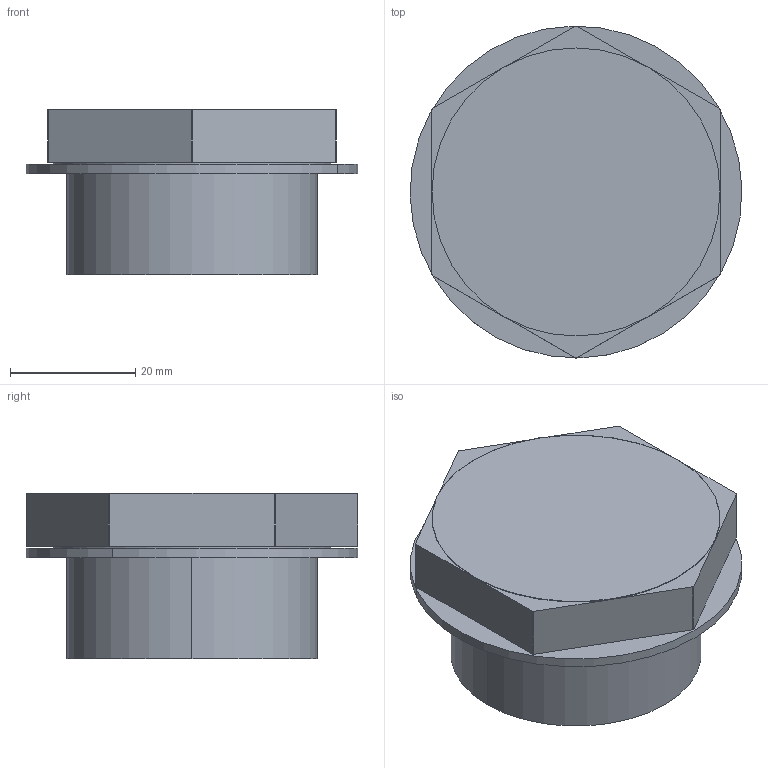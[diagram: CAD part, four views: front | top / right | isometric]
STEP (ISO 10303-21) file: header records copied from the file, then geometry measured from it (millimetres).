
FILE_DESCRIPTION(('CATIA V5 STEP Exchange','CAx-IF Rec.Pracs.--- Model Styling and Organization---1.4--- 2014-01-23'),'2;1');
FILE_NAME ('041141-2_1_2066760000_2066760000.stp','2019-11-21T09:31:14+00:00',('none'),('Weidmueller'),'CATIA Version 5-6 Release 2016 SP3 HF44','CATIA V5 STEP AP214','none');
FILE_SCHEMA(('AUTOMOTIVE_DESIGN { 1 0 10303 214 1 1 1 1 }'));
Length unit declared in the file: millimetre
Products named in the file (1): 2066760000
Bounding box: 52.99 x 53 x 26.5 mm (x, y, z)
Volume: 22481.5 mm3; surface area: 10797 mm2
Topology: 1 solids, 1 shells, 34 faces, 76 edges, 48 vertices
Faces by surface type: plane 18, cylinder 16
Entity records: 858 total; most frequent: ORIENTED_EDGE 152, CARTESIAN_POINT 143, DIRECTION 112, EDGE_CURVE 76, AXIS2_PLACEMENT_3D 55, VERTEX_POINT 48, VECTOR 40, LINE 40
